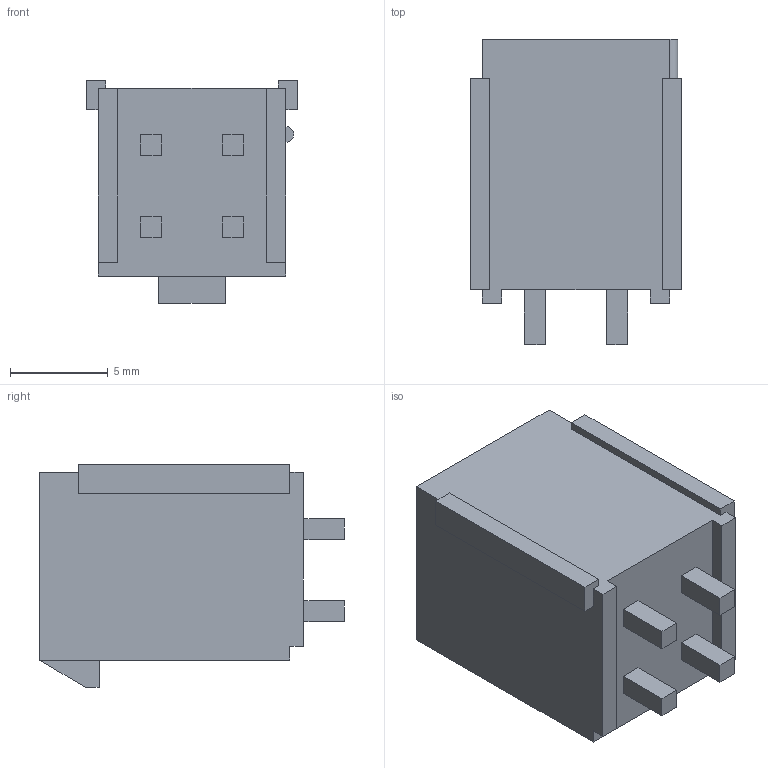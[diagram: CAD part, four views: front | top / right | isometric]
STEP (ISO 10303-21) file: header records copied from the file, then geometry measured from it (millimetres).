
FILE_DESCRIPTION((''),'2;1');
FILE_NAME('874270442','2010-10-19T',('pnb'),(''),'PRO/ENGINEER BY PARAMETRIC TECHNOLOGY CORPORATION, 2003451','PRO/ENGINEER BY PARAMETRIC TECHNOLOGY CORPORATION, 2003451','');
FILE_SCHEMA(('CONFIG_CONTROL_DESIGN'));
Length unit declared in the file: millimetre
Products named in the file (1): 874270442
Bounding box: 10.8 x 15.6 x 11.4 mm (x, y, z)
Volume: 809.2 mm3; surface area: 1433.3 mm2
Topology: 1 solids, 1 shells, 95 faces, 249 edges, 168 vertices
Faces by surface type: plane 94, cylinder 1
Entity records: 2912 total; most frequent: CARTESIAN_POINT 506, ORIENTED_EDGE 482, DIRECTION 453, EDGE_CURVE 241, VECTOR 239, LINE 239, VERTEX_POINT 160, AXIS2_PLACEMENT_3D 107
